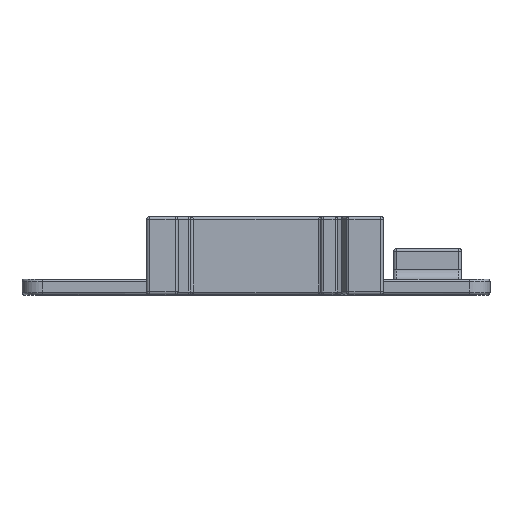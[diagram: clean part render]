
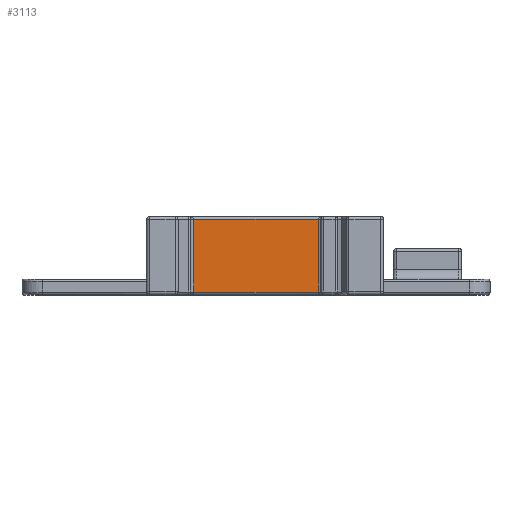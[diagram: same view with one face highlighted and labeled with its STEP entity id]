
A CAD part, top view. The second image highlights one B-rep face of the part: STEP entity #3113.
In plain terms, the highlighted planar face has unit normal (0, 0, 1).
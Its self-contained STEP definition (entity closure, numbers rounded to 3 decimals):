
#98=PLANE('',#3460);
#231=LINE('',#5491,#464);
#232=LINE('',#5528,#465);
#234=LINE('',#5534,#467);
#235=LINE('',#5535,#468);
#464=VECTOR('',#4201,10.);
#465=VECTOR('',#4210,10.);
#467=VECTOR('',#4216,10.);
#468=VECTOR('',#4217,10.);
#803=FACE_OUTER_BOUND('',#1016,.T.);
#1016=EDGE_LOOP('',(#2453,#2454,#2455,#2456));
#1499=VERTEX_POINT('',#5486);
#1500=VERTEX_POINT('',#5490);
#1502=VERTEX_POINT('',#5527);
#1504=VERTEX_POINT('',#5533);
#1846=EDGE_CURVE('',#1499,#1500,#231,.T.);
#1850=EDGE_CURVE('',#1500,#1502,#232,.T.);
#1853=EDGE_CURVE('',#1504,#1499,#234,.T.);
#1854=EDGE_CURVE('',#1502,#1504,#235,.T.);
#2453=ORIENTED_EDGE('',*,*,#1846,.F.);
#2454=ORIENTED_EDGE('',*,*,#1853,.F.);
#2455=ORIENTED_EDGE('',*,*,#1854,.F.);
#2456=ORIENTED_EDGE('',*,*,#1850,.F.);
#3113=ADVANCED_FACE('',(#803),#98,.T.);
#3460=AXIS2_PLACEMENT_3D('',#5532,#4214,#4215);
#4201=DIRECTION('',(0.,1.,0.));
#4210=DIRECTION('',(1.,0.,0.));
#4214=DIRECTION('center_axis',(0.,0.,1.));
#4215=DIRECTION('ref_axis',(1.,0.,0.));
#4216=DIRECTION('',(-1.,0.,0.));
#4217=DIRECTION('',(0.,-1.,0.));
#5486=CARTESIAN_POINT('',(-12.,0.5,4.));
#5490=CARTESIAN_POINT('',(-12.,14.5,4.));
#5491=CARTESIAN_POINT('',(-12.,0.,4.));
#5527=CARTESIAN_POINT('',(12.,14.5,4.));
#5528=CARTESIAN_POINT('',(-5.375,14.5,4.));
#5532=CARTESIAN_POINT('Origin',(-12.5,0.,4.));
#5533=CARTESIAN_POINT('',(12.,0.5,4.));
#5534=CARTESIAN_POINT('',(-6.25,0.5,4.));
#5535=CARTESIAN_POINT('',(12.,0.,4.));
